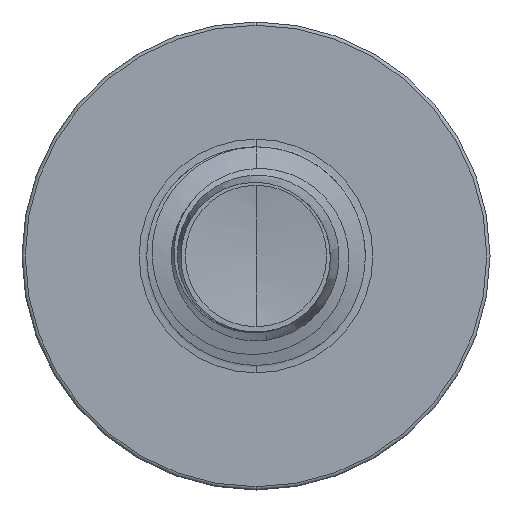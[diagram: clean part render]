
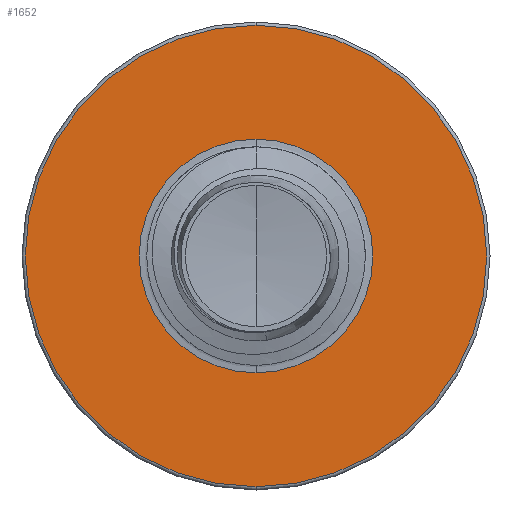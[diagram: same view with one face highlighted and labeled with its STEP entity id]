
A CAD part, front view. The second image highlights one B-rep face of the part: STEP entity #1652.
In plain terms, the highlighted planar face has unit normal (0, -1, 0).
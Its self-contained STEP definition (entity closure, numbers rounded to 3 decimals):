
#146 = EDGE_LOOP ( 'NONE', ( #736, #4177 ) ) ;
#323 = ORIENTED_EDGE ( 'NONE', *, *, #8116, .F. ) ;
#736 = ORIENTED_EDGE ( 'NONE', *, *, #10784, .T. ) ;
#1033 = DIRECTION ( 'NONE',  ( 0., 0., 1. ) ) ;
#1072 = DIRECTION ( 'NONE',  ( 0., 0., 1. ) ) ;
#1207 = CIRCLE ( 'NONE', #2671, 1.872 ) ;
#1407 = DIRECTION ( 'NONE',  ( 0., 1., 0. ) ) ;
#1411 = FACE_OUTER_BOUND ( 'NONE', #10351, .T. ) ;
#1652 = ADVANCED_FACE ( 'NONE', ( #1411, #4798 ), #3729, .F. ) ;
#2180 = VERTEX_POINT ( 'NONE', #8233 ) ;
#2671 = AXIS2_PLACEMENT_3D ( 'NONE', #3979, #10988, #5196 ) ;
#3361 = VERTEX_POINT ( 'NONE', #3643 ) ;
#3643 = CARTESIAN_POINT ( 'NONE',  ( 0., 3.5, -3.697 ) ) ;
#3729 = PLANE ( 'NONE',  #6182 ) ;
#3979 = CARTESIAN_POINT ( 'NONE',  ( 0., 3.5, 0. ) ) ;
#4121 = CARTESIAN_POINT ( 'NONE',  ( 0., 3.5, -1.872 ) ) ;
#4177 = ORIENTED_EDGE ( 'NONE', *, *, #6677, .T. ) ;
#4376 = AXIS2_PLACEMENT_3D ( 'NONE', #13295, #8090, #1072 ) ;
#4384 = DIRECTION ( 'NONE',  ( 0., 1., 0. ) ) ;
#4629 = VERTEX_POINT ( 'NONE', #10344 ) ;
#4757 = CIRCLE ( 'NONE', #4376, 3.698 ) ;
#4798 = FACE_BOUND ( 'NONE', #146, .T. ) ;
#4939 = CIRCLE ( 'NONE', #11363, 1.872 ) ;
#5196 = DIRECTION ( 'NONE',  ( 0., 0., 1. ) ) ;
#5820 = AXIS2_PLACEMENT_3D ( 'NONE', #10389, #4384, #11258 ) ;
#6182 = AXIS2_PLACEMENT_3D ( 'NONE', #4121, #1407, #1033 ) ;
#6677 = EDGE_CURVE ( 'NONE', #4629, #2180, #1207, .T. ) ;
#6686 = CARTESIAN_POINT ( 'NONE',  ( 0., 3.5, 0. ) ) ;
#7700 = DIRECTION ( 'NONE',  ( 0., 0., 1. ) ) ;
#8090 = DIRECTION ( 'NONE',  ( 0., 1., 0. ) ) ;
#8116 = EDGE_CURVE ( 'NONE', #10098, #3361, #9966, .T. ) ;
#8233 = CARTESIAN_POINT ( 'NONE',  ( 0., 3.5, 1.872 ) ) ;
#9374 = ORIENTED_EDGE ( 'NONE', *, *, #10188, .F. ) ;
#9966 = CIRCLE ( 'NONE', #5820, 3.698 ) ;
#10098 = VERTEX_POINT ( 'NONE', #13103 ) ;
#10188 = EDGE_CURVE ( 'NONE', #3361, #10098, #4757, .T. ) ;
#10344 = CARTESIAN_POINT ( 'NONE',  ( 0., 3.5, -1.872 ) ) ;
#10351 = EDGE_LOOP ( 'NONE', ( #323, #9374 ) ) ;
#10389 = CARTESIAN_POINT ( 'NONE',  ( 0., 3.5, 0. ) ) ;
#10784 = EDGE_CURVE ( 'NONE', #2180, #4629, #4939, .T. ) ;
#10988 = DIRECTION ( 'NONE',  ( 0., 1., 0. ) ) ;
#11258 = DIRECTION ( 'NONE',  ( 0., 0., 1. ) ) ;
#11363 = AXIS2_PLACEMENT_3D ( 'NONE', #6686, #12944, #7700 ) ;
#12944 = DIRECTION ( 'NONE',  ( 0., 1., 0. ) ) ;
#13103 = CARTESIAN_POINT ( 'NONE',  ( 0., 3.5, 3.698 ) ) ;
#13295 = CARTESIAN_POINT ( 'NONE',  ( 0., 3.5, 0. ) ) ;
